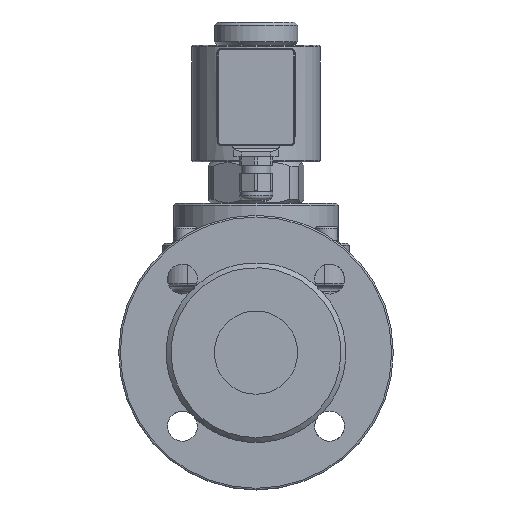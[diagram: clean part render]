
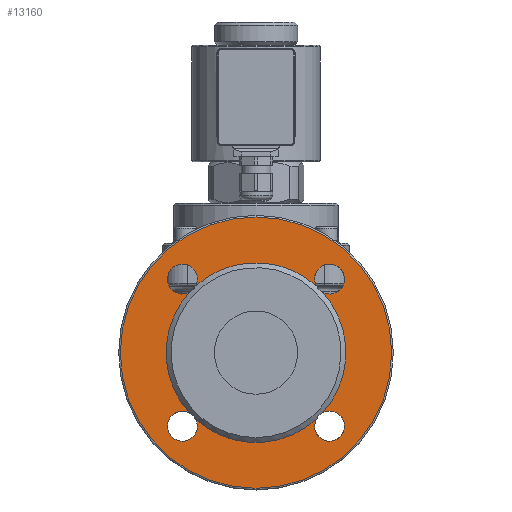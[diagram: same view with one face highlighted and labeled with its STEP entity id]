
A CAD part, front view. The second image highlights one B-rep face of the part: STEP entity #13160.
In plain terms, the highlighted planar face has unit normal (0, -1, 0).
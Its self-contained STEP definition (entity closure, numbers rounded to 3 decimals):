
#1910=PLANE('',#13998);
#2209=FACE_BOUND('',#3333,.T.);
#2505=FACE_OUTER_BOUND('',#3332,.T.);
#3332=EDGE_LOOP('',(#8806));
#3333=EDGE_LOOP('',(#8807,#8808,#8809,#8810,#8811,#8812,#8813,#8814));
#4286=CIRCLE('',#13999,81.5);
#4287=CIRCLE('',#14000,9.);
#4288=CIRCLE('',#14001,54.);
#4289=CIRCLE('',#14002,9.);
#4290=CIRCLE('',#14003,54.);
#4291=CIRCLE('',#14004,9.);
#4292=CIRCLE('',#14005,54.);
#4293=CIRCLE('',#14006,9.);
#4294=CIRCLE('',#14007,54.);
#5403=VERTEX_POINT('',#18533);
#5404=VERTEX_POINT('',#18535);
#5405=VERTEX_POINT('',#18536);
#5406=VERTEX_POINT('',#18538);
#5407=VERTEX_POINT('',#18540);
#5408=VERTEX_POINT('',#18542);
#5409=VERTEX_POINT('',#18544);
#5410=VERTEX_POINT('',#18546);
#5411=VERTEX_POINT('',#18548);
#6742=EDGE_CURVE('',#5403,#5403,#4286,.T.);
#6743=EDGE_CURVE('',#5404,#5405,#4287,.T.);
#6744=EDGE_CURVE('',#5405,#5406,#4288,.T.);
#6745=EDGE_CURVE('',#5406,#5407,#4289,.T.);
#6746=EDGE_CURVE('',#5407,#5408,#4290,.T.);
#6747=EDGE_CURVE('',#5408,#5409,#4291,.T.);
#6748=EDGE_CURVE('',#5409,#5410,#4292,.T.);
#6749=EDGE_CURVE('',#5410,#5411,#4293,.T.);
#6750=EDGE_CURVE('',#5411,#5404,#4294,.T.);
#8806=ORIENTED_EDGE('',*,*,#6742,.F.);
#8807=ORIENTED_EDGE('',*,*,#6743,.T.);
#8808=ORIENTED_EDGE('',*,*,#6744,.T.);
#8809=ORIENTED_EDGE('',*,*,#6745,.T.);
#8810=ORIENTED_EDGE('',*,*,#6746,.T.);
#8811=ORIENTED_EDGE('',*,*,#6747,.T.);
#8812=ORIENTED_EDGE('',*,*,#6748,.T.);
#8813=ORIENTED_EDGE('',*,*,#6749,.T.);
#8814=ORIENTED_EDGE('',*,*,#6750,.T.);
#13160=ADVANCED_FACE('',(#2505,#2209),#1910,.T.);
#13998=AXIS2_PLACEMENT_3D('',#18532,#15076,#15077);
#13999=AXIS2_PLACEMENT_3D('',#18534,#15078,#15079);
#14000=AXIS2_PLACEMENT_3D('',#18537,#15080,#15081);
#14001=AXIS2_PLACEMENT_3D('',#18539,#15082,#15083);
#14002=AXIS2_PLACEMENT_3D('',#18541,#15084,#15085);
#14003=AXIS2_PLACEMENT_3D('',#18543,#15086,#15087);
#14004=AXIS2_PLACEMENT_3D('',#18545,#15088,#15089);
#14005=AXIS2_PLACEMENT_3D('',#18547,#15090,#15091);
#14006=AXIS2_PLACEMENT_3D('',#18549,#15092,#15093);
#14007=AXIS2_PLACEMENT_3D('',#18550,#15094,#15095);
#15076=DIRECTION('center_axis',(0.,-1.,0.));
#15077=DIRECTION('ref_axis',(0.,0.,-1.));
#15078=DIRECTION('center_axis',(0.,1.,0.));
#15079=DIRECTION('ref_axis',(0.,0.,1.));
#15080=DIRECTION('center_axis',(0.,1.,0.));
#15081=DIRECTION('ref_axis',(1.,0.,0.));
#15082=DIRECTION('center_axis',(0.,1.,0.));
#15083=DIRECTION('ref_axis',(0.,0.,1.));
#15084=DIRECTION('center_axis',(0.,1.,0.));
#15085=DIRECTION('ref_axis',(1.,0.,0.));
#15086=DIRECTION('center_axis',(0.,1.,0.));
#15087=DIRECTION('ref_axis',(0.,0.,1.));
#15088=DIRECTION('center_axis',(0.,1.,0.));
#15089=DIRECTION('ref_axis',(1.,0.,0.));
#15090=DIRECTION('center_axis',(0.,1.,0.));
#15091=DIRECTION('ref_axis',(0.,0.,1.));
#15092=DIRECTION('center_axis',(0.,1.,0.));
#15093=DIRECTION('ref_axis',(1.,0.,0.));
#15094=DIRECTION('center_axis',(0.,1.,0.));
#15095=DIRECTION('ref_axis',(0.,0.,1.));
#18532=CARTESIAN_POINT('Origin',(0.,-112.,67.75));
#18533=CARTESIAN_POINT('',(0.,-112.,81.5));
#18534=CARTESIAN_POINT('Origin',(0.,-112.,0.));
#18535=CARTESIAN_POINT('',(40.078,-112.,-36.191));
#18536=CARTESIAN_POINT('',(36.191,-112.,-40.078));
#18537=CARTESIAN_POINT('Origin',(44.194,-112.,-44.194));
#18538=CARTESIAN_POINT('',(-36.191,-112.,-40.078));
#18539=CARTESIAN_POINT('Origin',(0.,-112.,0.));
#18540=CARTESIAN_POINT('',(-40.078,-112.,-36.191));
#18541=CARTESIAN_POINT('Origin',(-44.194,-112.,-44.194));
#18542=CARTESIAN_POINT('',(-40.078,-112.,36.191));
#18543=CARTESIAN_POINT('Origin',(0.,-112.,0.));
#18544=CARTESIAN_POINT('',(-36.191,-112.,40.078));
#18545=CARTESIAN_POINT('Origin',(-44.194,-112.,44.194));
#18546=CARTESIAN_POINT('',(36.191,-112.,40.078));
#18547=CARTESIAN_POINT('Origin',(0.,-112.,0.));
#18548=CARTESIAN_POINT('',(40.078,-112.,36.191));
#18549=CARTESIAN_POINT('Origin',(44.194,-112.,44.194));
#18550=CARTESIAN_POINT('Origin',(0.,-112.,0.));
